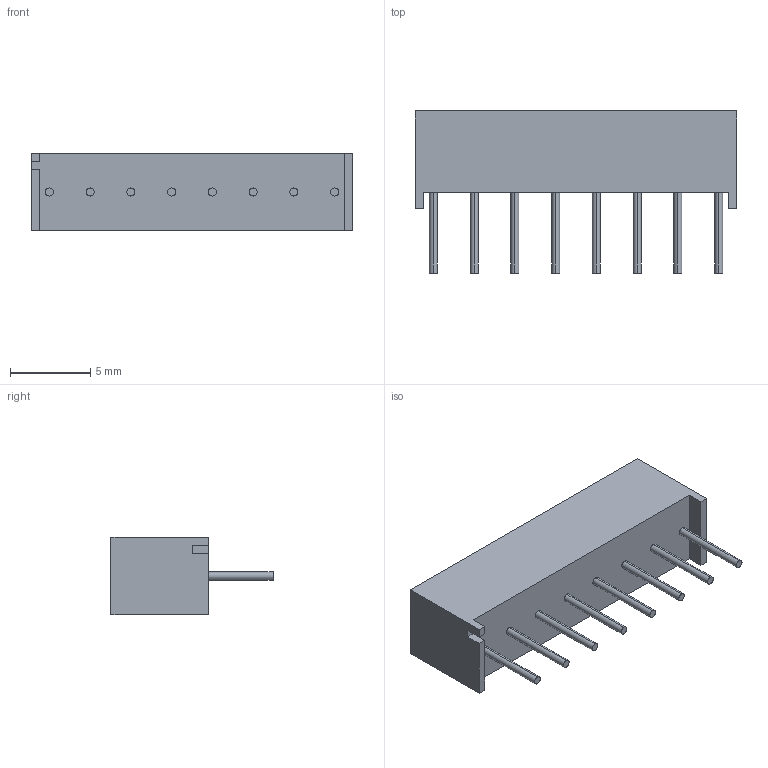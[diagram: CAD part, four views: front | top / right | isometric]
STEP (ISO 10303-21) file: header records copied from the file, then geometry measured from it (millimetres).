
FILE_DESCRIPTION (( 'STEP AP214' ), '1' );
FILE_NAME ('KB-2350.STEP', '2008-09-06T18:58:37', ( '' ), ( '' ), 'SwSTEP 2.0', 'SolidWorks 2008', '' );
FILE_SCHEMA (( 'AUTOMOTIVE_DESIGN' ));
Length unit declared in the file: millimetre
Products named in the file (1): KB-2350
Bounding box: 20.04 x 10.1 x 4.86 mm (x, y, z)
Volume: 507.4 mm3; surface area: 956.8 mm2
Topology: 2 solids, 2 shells, 332 faces, 873 edges, 582 vertices
Faces by surface type: plane 200, bspline 116, cylinder 16
Entity records: 19254 total; most frequent: CARTESIAN_POINT 8176, ORIENTED_EDGE 1746, DIRECTION 1107, EDGE_CURVE 873, VECTOR 609, LINE 609, VERTEX_POINT 582, EDGE_LOOP 369
